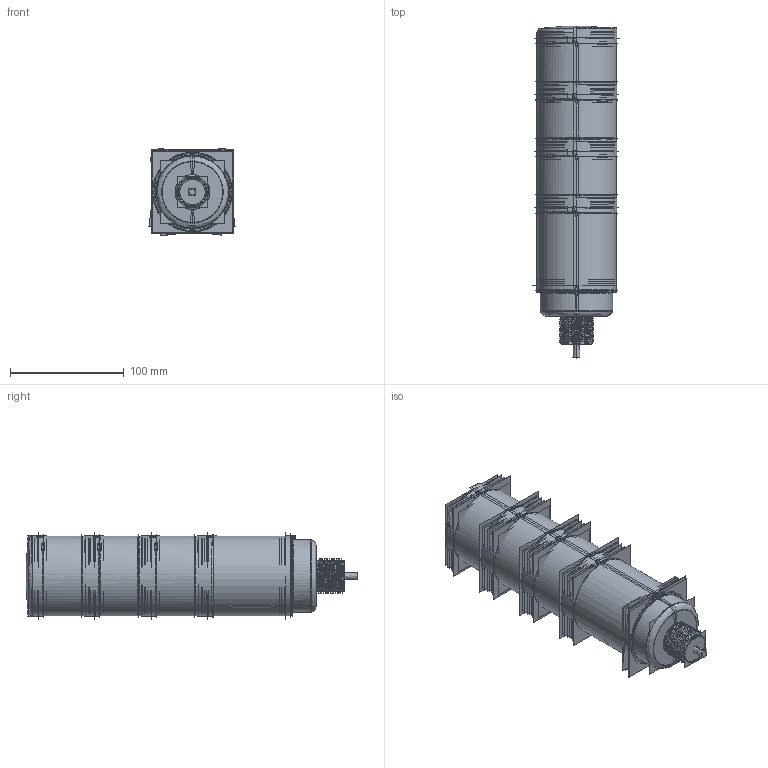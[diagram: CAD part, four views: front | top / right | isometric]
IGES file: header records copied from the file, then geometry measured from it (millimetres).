
Start section:  PTC IGES file: 191427.igs
Global section: file name: 191427.igs; native system: Creo Parametric by Parametric Technology Corporation; preprocessor: 2013230; author: pdmadmin; organization: Unknown; date: 20160225.123413; units: millimetre
Bounding box: 75.65 x 291.7 x 77.3 mm (x, y, z)
Volume: 256372.7 mm3; surface area: 1367190.1 mm2
Topology: 11 solids, 15 shells, 5630 faces, 27549 edges, 34338 vertices
Faces by surface type: revolution 2852, bspline 2778
